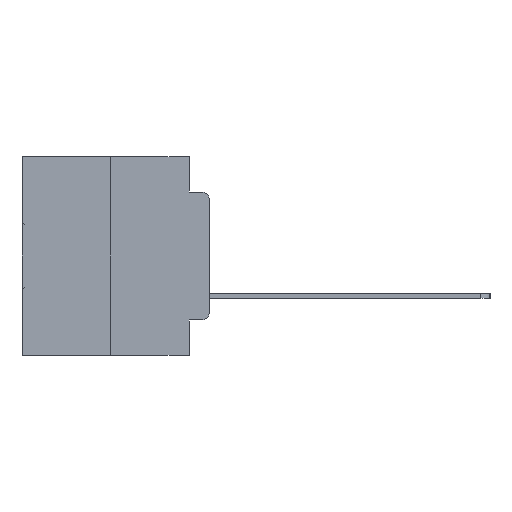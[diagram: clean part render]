
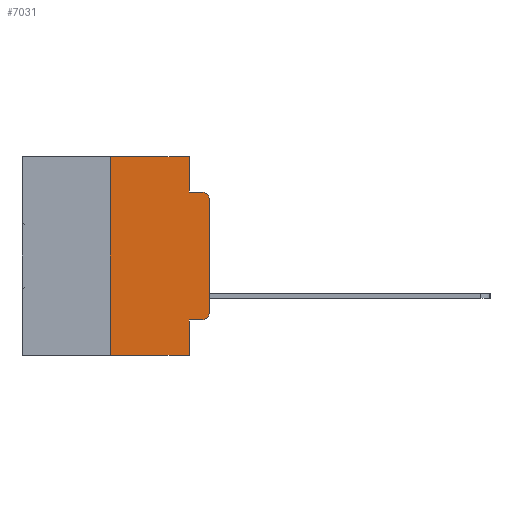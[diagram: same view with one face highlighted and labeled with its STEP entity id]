
A CAD part, left-side view. The second image highlights one B-rep face of the part: STEP entity #7031.
In plain terms, the highlighted planar face has unit normal (-1, 0, 0).
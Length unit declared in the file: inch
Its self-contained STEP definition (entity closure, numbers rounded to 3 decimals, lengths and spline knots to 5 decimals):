
#390 = LINE ( 'NONE', #27508, #12628 ) ;
#790 = DIRECTION ( 'NONE',  ( 0., -1., 0. ) ) ;
#1043 = DIRECTION ( 'NONE',  ( 0., -1., 0. ) ) ;
#1383 = LINE ( 'NONE', #21005, #13604 ) ;
#3439 = CARTESIAN_POINT ( 'NONE',  ( 0., 0., -0.1085 ) ) ;
#3500 = DIRECTION ( 'NONE',  ( 1., 0., 0. ) ) ;
#3580 = EDGE_LOOP ( 'NONE', ( #14006, #9857, #24202, #12889, #20827, #3771, #18190, #13283, #28339, #16323 ) ) ;
#3724 = EDGE_CURVE ( 'NONE', #16666, #15825, #29478, .T. ) ;
#3771 = ORIENTED_EDGE ( 'NONE', *, *, #10664, .F. ) ;
#3975 = EDGE_CURVE ( 'NONE', #28073, #19117, #4910, .T. ) ;
#4056 = VECTOR ( 'NONE', #1043, 39.37008 ) ;
#4147 = CARTESIAN_POINT ( 'NONE',  ( 0., 0., -0.3915 ) ) ;
#4333 = VECTOR ( 'NONE', #15968, 39.37008 ) ;
#4490 = EDGE_CURVE ( 'NONE', #7870, #19117, #26046, .T. ) ;
#4706 = EDGE_CURVE ( 'NONE', #15825, #30234, #1383, .T. ) ;
#4735 = VERTEX_POINT ( 'NONE', #4147 ) ;
#4800 = LINE ( 'NONE', #15647, #4056 ) ;
#4910 = LINE ( 'NONE', #22617, #16317 ) ;
#5540 = CIRCLE ( 'NONE', #24043, 0.02 ) ;
#5669 = DIRECTION ( 'NONE',  ( 0., 0., -1. ) ) ;
#6488 = DIRECTION ( 'NONE',  ( 0., -1., 0. ) ) ;
#6546 = DIRECTION ( 'NONE',  ( -1., 0., 0. ) ) ;
#7031 = ADVANCED_FACE ( 'NONE', ( #19335 ), #29982, .F. ) ;
#7577 = EDGE_CURVE ( 'NONE', #12211, #4735, #10581, .T. ) ;
#7870 = VERTEX_POINT ( 'NONE', #13959 ) ;
#8677 = CARTESIAN_POINT ( 'NONE',  ( 0., 0.051, -0.4115 ) ) ;
#8836 = EDGE_CURVE ( 'NONE', #21011, #30234, #5540, .T. ) ;
#9298 = CARTESIAN_POINT ( 'NONE',  ( 0., 0.25, 0. ) ) ;
#9857 = ORIENTED_EDGE ( 'NONE', *, *, #8836, .T. ) ;
#9923 = CARTESIAN_POINT ( 'NONE',  ( 0., 0.473, -0.5 ) ) ;
#10581 = CIRCLE ( 'NONE', #28036, 0.02 ) ;
#10664 = EDGE_CURVE ( 'NONE', #7870, #28232, #30717, .T. ) ;
#11592 = LINE ( 'NONE', #27395, #30042 ) ;
#12211 = VERTEX_POINT ( 'NONE', #29708 ) ;
#12628 = VECTOR ( 'NONE', #29915, 39.37008 ) ;
#12889 = ORIENTED_EDGE ( 'NONE', *, *, #3724, .F. ) ;
#12936 = DIRECTION ( 'NONE',  ( -1., 0., 0. ) ) ;
#13283 = ORIENTED_EDGE ( 'NONE', *, *, #3975, .F. ) ;
#13544 = CARTESIAN_POINT ( 'NONE',  ( 0., 0.25, 0. ) ) ;
#13604 = VECTOR ( 'NONE', #6488, 39.37008 ) ;
#13959 = CARTESIAN_POINT ( 'NONE',  ( 0., 0.25, -0.5 ) ) ;
#14006 = ORIENTED_EDGE ( 'NONE', *, *, #14049, .T. ) ;
#14049 = EDGE_CURVE ( 'NONE', #4735, #21011, #390, .T. ) ;
#14387 = CARTESIAN_POINT ( 'NONE',  ( 0., 0.02, -0.0885 ) ) ;
#15475 = CARTESIAN_POINT ( 'NONE',  ( 0., 0.051, -0.0885 ) ) ;
#15647 = CARTESIAN_POINT ( 'NONE',  ( 0., 0.473, 0. ) ) ;
#15825 = VERTEX_POINT ( 'NONE', #15475 ) ;
#15968 = DIRECTION ( 'NONE',  ( 0., 0., 1. ) ) ;
#16317 = VECTOR ( 'NONE', #5669, 39.37008 ) ;
#16323 = ORIENTED_EDGE ( 'NONE', *, *, #7577, .T. ) ;
#16666 = VERTEX_POINT ( 'NONE', #21665 ) ;
#16694 = VECTOR ( 'NONE', #16724, 39.37008 ) ;
#16724 = DIRECTION ( 'NONE',  ( 0., 0., -1. ) ) ;
#18027 = CARTESIAN_POINT ( 'NONE',  ( 0., 0.473, 0. ) ) ;
#18190 = ORIENTED_EDGE ( 'NONE', *, *, #4490, .T. ) ;
#19117 = VERTEX_POINT ( 'NONE', #22177 ) ;
#19335 = FACE_OUTER_BOUND ( 'NONE', #3580, .T. ) ;
#19663 = DIRECTION ( 'NONE',  ( 0., -1., 0. ) ) ;
#19702 = VECTOR ( 'NONE', #19663, 39.37008 ) ;
#20475 = DIRECTION ( 'NONE',  ( 0., 0., -1. ) ) ;
#20827 = ORIENTED_EDGE ( 'NONE', *, *, #21019, .F. ) ;
#21005 = CARTESIAN_POINT ( 'NONE',  ( 0., 0.051, -0.0885 ) ) ;
#21011 = VERTEX_POINT ( 'NONE', #3439 ) ;
#21019 = EDGE_CURVE ( 'NONE', #28232, #16666, #4800, .T. ) ;
#21053 = CARTESIAN_POINT ( 'NONE',  ( 0., 0.02, -0.1085 ) ) ;
#21601 = EDGE_CURVE ( 'NONE', #28073, #12211, #11592, .T. ) ;
#21665 = CARTESIAN_POINT ( 'NONE',  ( 0., 0.051, 0. ) ) ;
#21689 = CARTESIAN_POINT ( 'NONE',  ( 0., 0.051, 0. ) ) ;
#22177 = CARTESIAN_POINT ( 'NONE',  ( 0., 0.051, -0.5 ) ) ;
#22617 = CARTESIAN_POINT ( 'NONE',  ( 0., 0.051, 0. ) ) ;
#23478 = DIRECTION ( 'NONE',  ( 0., 0., -1. ) ) ;
#24043 = AXIS2_PLACEMENT_3D ( 'NONE', #21053, #6546, #23478 ) ;
#24202 = ORIENTED_EDGE ( 'NONE', *, *, #4706, .F. ) ;
#26046 = LINE ( 'NONE', #9923, #19702 ) ;
#27350 = CARTESIAN_POINT ( 'NONE',  ( 0., 0.02, -0.3915 ) ) ;
#27395 = CARTESIAN_POINT ( 'NONE',  ( 0., 0.051, -0.4115 ) ) ;
#27508 = CARTESIAN_POINT ( 'NONE',  ( 0., 0., 0. ) ) ;
#28036 = AXIS2_PLACEMENT_3D ( 'NONE', #27350, #12936, #29745 ) ;
#28073 = VERTEX_POINT ( 'NONE', #8677 ) ;
#28232 = VERTEX_POINT ( 'NONE', #9298 ) ;
#28339 = ORIENTED_EDGE ( 'NONE', *, *, #21601, .T. ) ;
#29237 = AXIS2_PLACEMENT_3D ( 'NONE', #18027, #3500, #20475 ) ;
#29478 = LINE ( 'NONE', #21689, #16694 ) ;
#29708 = CARTESIAN_POINT ( 'NONE',  ( 0., 0.02, -0.4115 ) ) ;
#29745 = DIRECTION ( 'NONE',  ( 0., 0., -1. ) ) ;
#29915 = DIRECTION ( 'NONE',  ( 0., 0., 1. ) ) ;
#29982 = PLANE ( 'NONE',  #29237 ) ;
#30042 = VECTOR ( 'NONE', #790, 39.37008 ) ;
#30234 = VERTEX_POINT ( 'NONE', #14387 ) ;
#30717 = LINE ( 'NONE', #13544, #4333 ) ;
